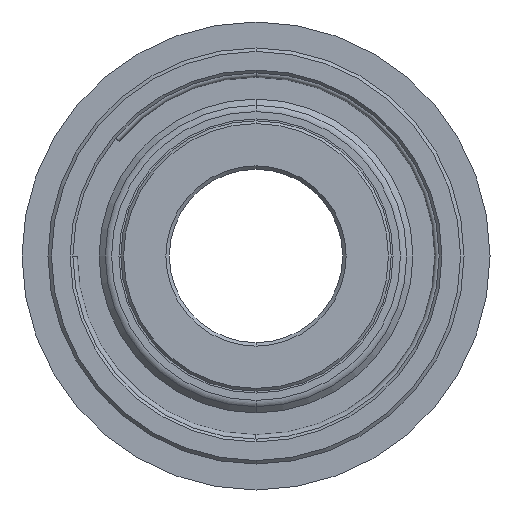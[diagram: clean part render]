
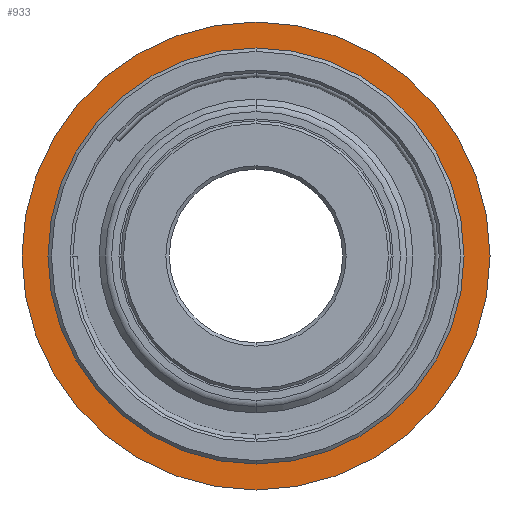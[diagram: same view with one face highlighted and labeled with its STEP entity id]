
A CAD part, front view. The second image highlights one B-rep face of the part: STEP entity #933.
In plain terms, the highlighted planar face has unit normal (0, -1, 0).
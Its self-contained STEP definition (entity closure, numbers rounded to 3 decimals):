
#246 = DIRECTION ( 'NONE',  ( 0., 0., 1. ) ) ;
#254 = CARTESIAN_POINT ( 'NONE',  ( 0., 3.2, 0. ) ) ;
#323 = DIRECTION ( 'NONE',  ( 0., 1., 0. ) ) ;
#331 = FACE_OUTER_BOUND ( 'NONE', #604, .T. ) ;
#343 = AXIS2_PLACEMENT_3D ( 'NONE', #618, #1454, #2081 ) ;
#417 = DIRECTION ( 'NONE',  ( 0., 1., 0. ) ) ;
#477 = DIRECTION ( 'NONE',  ( 0., 0., 1. ) ) ;
#572 = VERTEX_POINT ( 'NONE', #1799 ) ;
#596 = EDGE_CURVE ( 'NONE', #1080, #1756, #1095, .T. ) ;
#604 = EDGE_LOOP ( 'NONE', ( #851, #1837 ) ) ;
#618 = CARTESIAN_POINT ( 'NONE',  ( 0., 3.2, 0. ) ) ;
#626 = DIRECTION ( 'NONE',  ( 0., 0., 1. ) ) ;
#669 = EDGE_LOOP ( 'NONE', ( #1967, #2049 ) ) ;
#719 = DIRECTION ( 'NONE',  ( 0., 0., 1. ) ) ;
#851 = ORIENTED_EDGE ( 'NONE', *, *, #596, .F. ) ;
#933 = ADVANCED_FACE ( 'NONE', ( #331, #1091 ), #1401, .F. ) ;
#990 = CARTESIAN_POINT ( 'NONE',  ( 0., 3.2, 0. ) ) ;
#1013 = EDGE_CURVE ( 'NONE', #1239, #572, #1443, .T. ) ;
#1042 = DIRECTION ( 'NONE',  ( 0., 1., 0. ) ) ;
#1080 = VERTEX_POINT ( 'NONE', #1785 ) ;
#1091 = FACE_BOUND ( 'NONE', #669, .T. ) ;
#1095 = CIRCLE ( 'NONE', #1306, 6.75 ) ;
#1239 = VERTEX_POINT ( 'NONE', #1681 ) ;
#1257 = CARTESIAN_POINT ( 'NONE',  ( 0., 3.2, 0. ) ) ;
#1306 = AXIS2_PLACEMENT_3D ( 'NONE', #1257, #1630, #626 ) ;
#1334 = CIRCLE ( 'NONE', #1875, 6.75 ) ;
#1401 = PLANE ( 'NONE',  #2017 ) ;
#1443 = CIRCLE ( 'NONE', #343, 5.8 ) ;
#1454 = DIRECTION ( 'NONE',  ( 0., 1., 0. ) ) ;
#1630 = DIRECTION ( 'NONE',  ( 0., 1., 0. ) ) ;
#1681 = CARTESIAN_POINT ( 'NONE',  ( 0., 3.2, -5.8 ) ) ;
#1711 = CIRCLE ( 'NONE', #1778, 5.8 ) ;
#1743 = CARTESIAN_POINT ( 'NONE',  ( 0., 3.2, 0. ) ) ;
#1756 = VERTEX_POINT ( 'NONE', #1808 ) ;
#1778 = AXIS2_PLACEMENT_3D ( 'NONE', #990, #323, #477 ) ;
#1785 = CARTESIAN_POINT ( 'NONE',  ( 0., 3.2, -6.75 ) ) ;
#1799 = CARTESIAN_POINT ( 'NONE',  ( 0., 3.2, 5.8 ) ) ;
#1808 = CARTESIAN_POINT ( 'NONE',  ( 0., 3.2, 6.75 ) ) ;
#1837 = ORIENTED_EDGE ( 'NONE', *, *, #2044, .F. ) ;
#1843 = EDGE_CURVE ( 'NONE', #572, #1239, #1711, .T. ) ;
#1875 = AXIS2_PLACEMENT_3D ( 'NONE', #254, #1042, #719 ) ;
#1967 = ORIENTED_EDGE ( 'NONE', *, *, #1843, .T. ) ;
#2017 = AXIS2_PLACEMENT_3D ( 'NONE', #1743, #417, #246 ) ;
#2044 = EDGE_CURVE ( 'NONE', #1756, #1080, #1334, .T. ) ;
#2049 = ORIENTED_EDGE ( 'NONE', *, *, #1013, .T. ) ;
#2081 = DIRECTION ( 'NONE',  ( 0., 0., 1. ) ) ;
